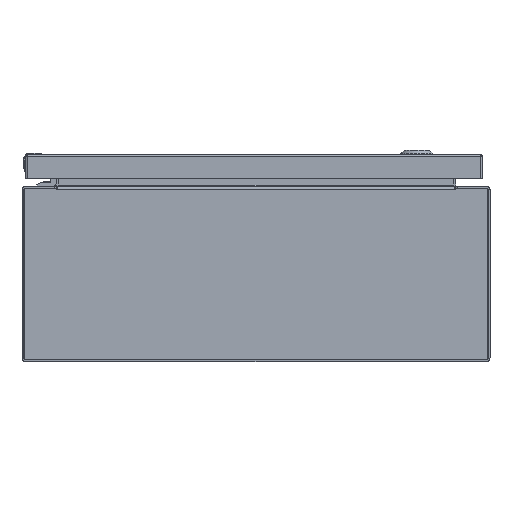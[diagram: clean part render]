
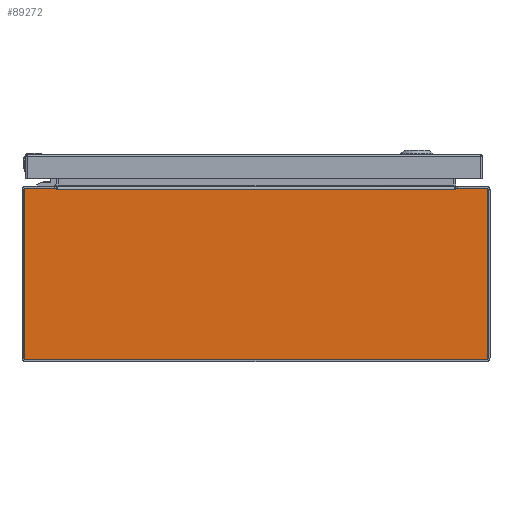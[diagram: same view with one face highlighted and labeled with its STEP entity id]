
A CAD part, front view. The second image highlights one B-rep face of the part: STEP entity #89272.
In plain terms, the highlighted planar face has unit normal (0, -1, 0).
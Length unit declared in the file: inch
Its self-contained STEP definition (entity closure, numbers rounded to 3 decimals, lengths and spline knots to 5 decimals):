
#76 = EDGE_CURVE ( 'NONE', #98991, #23845, #145211, .T. ) ;
#2547 = VERTEX_POINT ( 'NONE', #168116 ) ;
#4147 = DIRECTION ( 'NONE',  ( 0., 1., 0. ) ) ;
#6420 = CIRCLE ( 'NONE', #102170, 0.08 ) ;
#10646 = LINE ( 'NONE', #129722, #98905 ) ;
#12828 = ORIENTED_EDGE ( 'NONE', *, *, #140646, .F. ) ;
#14973 = ORIENTED_EDGE ( 'NONE', *, *, #160680, .F. ) ;
#14993 = ORIENTED_EDGE ( 'NONE', *, *, #157338, .F. ) ;
#15080 = AXIS2_PLACEMENT_3D ( 'NONE', #106115, #31489, #147261 ) ;
#15300 = DIRECTION ( 'NONE',  ( 0., 0., -1. ) ) ;
#15466 = CARTESIAN_POINT ( 'NONE',  ( 7.857, -12., -2.937 ) ) ;
#17713 = VERTEX_POINT ( 'NONE', #44305 ) ;
#23845 = VERTEX_POINT ( 'NONE', #83921 ) ;
#24378 = CARTESIAN_POINT ( 'NONE',  ( 0., -12., -2.937 ) ) ;
#26427 = DIRECTION ( 'NONE',  ( -1., 0., 0. ) ) ;
#27005 = VECTOR ( 'NONE', #91462, 39.37008 ) ;
#28986 = DIRECTION ( 'NONE',  ( 0., -1., 0. ) ) ;
#29906 = VECTOR ( 'NONE', #47777, 39.37008 ) ;
#30367 = CARTESIAN_POINT ( 'NONE',  ( -6.82312, -12., 2.937 ) ) ;
#31489 = DIRECTION ( 'NONE',  ( 0., 1., 0. ) ) ;
#33616 = EDGE_CURVE ( 'NONE', #74969, #98991, #160140, .T. ) ;
#34574 = EDGE_CURVE ( 'NONE', #23845, #40336, #43889, .T. ) ;
#40336 = VERTEX_POINT ( 'NONE', #134398 ) ;
#40798 = CARTESIAN_POINT ( 'NONE',  ( -7.857, -12., -2.937 ) ) ;
#43531 = CARTESIAN_POINT ( 'NONE',  ( 0., -12., 0. ) ) ;
#43889 = CIRCLE ( 'NONE', #109630, 0.08 ) ;
#44305 = CARTESIAN_POINT ( 'NONE',  ( -6.798, -12., 2.883 ) ) ;
#44395 = LINE ( 'NONE', #84573, #147887 ) ;
#47612 = DIRECTION ( 'NONE',  ( -1., 0., 0. ) ) ;
#47777 = DIRECTION ( 'NONE',  ( -0.174, 0., -0.985 ) ) ;
#48871 = ORIENTED_EDGE ( 'NONE', *, *, #84079, .F. ) ;
#54675 = EDGE_CURVE ( 'NONE', #84408, #17713, #133408, .T. ) ;
#54681 = CARTESIAN_POINT ( 'NONE',  ( 0., -12., 2.937 ) ) ;
#54763 = AXIS2_PLACEMENT_3D ( 'NONE', #80963, #106760, #158988 ) ;
#55379 = CARTESIAN_POINT ( 'NONE',  ( 0., -12., 2.883 ) ) ;
#56393 = VECTOR ( 'NONE', #47612, 39.37008 ) ;
#58392 = VECTOR ( 'NONE', #26427, 39.37008 ) ;
#60616 = VECTOR ( 'NONE', #96538, 39.37008 ) ;
#62162 = VERTEX_POINT ( 'NONE', #128898 ) ;
#63127 = CARTESIAN_POINT ( 'NONE',  ( 6.82312, -12., 2.937 ) ) ;
#64898 = CARTESIAN_POINT ( 'NONE',  ( -6.80579, -12., 2.883 ) ) ;
#70813 = ORIENTED_EDGE ( 'NONE', *, *, #34574, .F. ) ;
#71824 = ORIENTED_EDGE ( 'NONE', *, *, #75229, .F. ) ;
#74969 = VERTEX_POINT ( 'NONE', #40798 ) ;
#75229 = EDGE_CURVE ( 'NONE', #2547, #132008, #6420, .T. ) ;
#76122 = VERTEX_POINT ( 'NONE', #109139 ) ;
#80963 = CARTESIAN_POINT ( 'NONE',  ( 7.857, -12., -2.857 ) ) ;
#81880 = AXIS2_PLACEMENT_3D ( 'NONE', #43531, #28986, #15300 ) ;
#83746 = DIRECTION ( 'NONE',  ( 0.174, 0., -0.985 ) ) ;
#83921 = CARTESIAN_POINT ( 'NONE',  ( -7.937, -12., 2.857 ) ) ;
#84079 = EDGE_CURVE ( 'NONE', #62162, #118409, #128710, .T. ) ;
#84408 = VERTEX_POINT ( 'NONE', #106068 ) ;
#84573 = CARTESIAN_POINT ( 'NONE',  ( -6.81836, -12., 2.91 ) ) ;
#88493 = EDGE_CURVE ( 'NONE', #40336, #130337, #111385, .T. ) ;
#89272 = ADVANCED_FACE ( 'NONE', ( #117296 ), #169596, .T. ) ;
#90679 = DIRECTION ( 'NONE',  ( 1., 0., 0. ) ) ;
#91175 = CARTESIAN_POINT ( 'NONE',  ( -7.937, -12., 0. ) ) ;
#91462 = DIRECTION ( 'NONE',  ( 1., 0., 0. ) ) ;
#92490 = VECTOR ( 'NONE', #90679, 39.37008 ) ;
#93570 = CARTESIAN_POINT ( 'NONE',  ( -7.937, -12., -2.857 ) ) ;
#96538 = DIRECTION ( 'NONE',  ( -1., 0., 0. ) ) ;
#96784 = ORIENTED_EDGE ( 'NONE', *, *, #105177, .F. ) ;
#97857 = EDGE_CURVE ( 'NONE', #159452, #76122, #139480, .T. ) ;
#98905 = VECTOR ( 'NONE', #100655, 39.37008 ) ;
#98991 = VERTEX_POINT ( 'NONE', #93570 ) ;
#99429 = ORIENTED_EDGE ( 'NONE', *, *, #54675, .T. ) ;
#100655 = DIRECTION ( 'NONE',  ( 0., 0., -1. ) ) ;
#100989 = LINE ( 'NONE', #64898, #27005 ) ;
#101138 = DIRECTION ( 'NONE',  ( 0., 1., 0. ) ) ;
#101959 = ORIENTED_EDGE ( 'NONE', *, *, #33616, .F. ) ;
#102170 = AXIS2_PLACEMENT_3D ( 'NONE', #155108, #101138, #115647 ) ;
#102598 = CARTESIAN_POINT ( 'NONE',  ( 6.81836, -12., 2.91 ) ) ;
#105177 = EDGE_CURVE ( 'NONE', #132008, #62162, #10646, .T. ) ;
#106068 = CARTESIAN_POINT ( 'NONE',  ( 6.798, -12., 2.883 ) ) ;
#106115 = CARTESIAN_POINT ( 'NONE',  ( -7.857, -12., -2.857 ) ) ;
#106760 = DIRECTION ( 'NONE',  ( 0., 1., 0. ) ) ;
#109139 = CARTESIAN_POINT ( 'NONE',  ( 6.8136, -12., 2.883 ) ) ;
#109510 = DIRECTION ( 'NONE',  ( 0., 0., -1. ) ) ;
#109630 = AXIS2_PLACEMENT_3D ( 'NONE', #121482, #4147, #109510 ) ;
#111385 = LINE ( 'NONE', #163633, #92490 ) ;
#115647 = DIRECTION ( 'NONE',  ( 0., 0., -1. ) ) ;
#116163 = VERTEX_POINT ( 'NONE', #119654 ) ;
#117243 = LINE ( 'NONE', #155045, #58392 ) ;
#117296 = FACE_OUTER_BOUND ( 'NONE', #122801, .T. ) ;
#118409 = VERTEX_POINT ( 'NONE', #15466 ) ;
#118994 = DIRECTION ( 'NONE',  ( 1., 0., 0. ) ) ;
#119654 = CARTESIAN_POINT ( 'NONE',  ( -6.8136, -12., 2.883 ) ) ;
#119802 = LINE ( 'NONE', #54681, #132842 ) ;
#121482 = CARTESIAN_POINT ( 'NONE',  ( -7.857, -12., 2.857 ) ) ;
#122801 = EDGE_LOOP ( 'NONE', ( #166909, #70813, #162537, #101959, #14973, #48871, #96784, #71824, #12828, #148466, #169129, #99429, #14993, #139457 ) ) ;
#128133 = LINE ( 'NONE', #24378, #56393 ) ;
#128710 = CIRCLE ( 'NONE', #54763, 0.08 ) ;
#128898 = CARTESIAN_POINT ( 'NONE',  ( 7.937, -12., -2.857 ) ) ;
#129722 = CARTESIAN_POINT ( 'NONE',  ( 7.937, -12., 0. ) ) ;
#130337 = VERTEX_POINT ( 'NONE', #30367 ) ;
#132008 = VERTEX_POINT ( 'NONE', #134043 ) ;
#132842 = VECTOR ( 'NONE', #118994, 39.37008 ) ;
#133408 = LINE ( 'NONE', #55379, #60616 ) ;
#134043 = CARTESIAN_POINT ( 'NONE',  ( 7.937, -12., 2.857 ) ) ;
#134398 = CARTESIAN_POINT ( 'NONE',  ( -7.857, -12., 2.937 ) ) ;
#139457 = ORIENTED_EDGE ( 'NONE', *, *, #143980, .F. ) ;
#139480 = LINE ( 'NONE', #102598, #29906 ) ;
#140646 = EDGE_CURVE ( 'NONE', #159452, #2547, #119802, .T. ) ;
#142677 = DIRECTION ( 'NONE',  ( 0., 0., 1. ) ) ;
#143980 = EDGE_CURVE ( 'NONE', #130337, #116163, #44395, .T. ) ;
#145211 = LINE ( 'NONE', #91175, #161427 ) ;
#146981 = EDGE_CURVE ( 'NONE', #76122, #84408, #117243, .T. ) ;
#147261 = DIRECTION ( 'NONE',  ( 0., 0., -1. ) ) ;
#147887 = VECTOR ( 'NONE', #83746, 39.37008 ) ;
#148466 = ORIENTED_EDGE ( 'NONE', *, *, #97857, .T. ) ;
#155045 = CARTESIAN_POINT ( 'NONE',  ( 6.80579, -12., 2.883 ) ) ;
#155108 = CARTESIAN_POINT ( 'NONE',  ( 7.857, -12., 2.857 ) ) ;
#157338 = EDGE_CURVE ( 'NONE', #116163, #17713, #100989, .T. ) ;
#158988 = DIRECTION ( 'NONE',  ( 0., 0., -1. ) ) ;
#159452 = VERTEX_POINT ( 'NONE', #63127 ) ;
#160140 = CIRCLE ( 'NONE', #15080, 0.08 ) ;
#160680 = EDGE_CURVE ( 'NONE', #118409, #74969, #128133, .T. ) ;
#161427 = VECTOR ( 'NONE', #142677, 39.37008 ) ;
#162537 = ORIENTED_EDGE ( 'NONE', *, *, #76, .F. ) ;
#163633 = CARTESIAN_POINT ( 'NONE',  ( 0., -12., 2.937 ) ) ;
#166909 = ORIENTED_EDGE ( 'NONE', *, *, #88493, .F. ) ;
#168116 = CARTESIAN_POINT ( 'NONE',  ( 7.857, -12., 2.937 ) ) ;
#169129 = ORIENTED_EDGE ( 'NONE', *, *, #146981, .T. ) ;
#169596 = PLANE ( 'NONE',  #81880 ) ;
